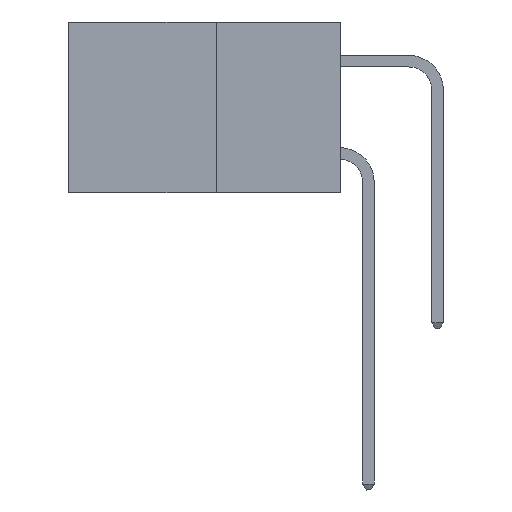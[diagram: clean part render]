
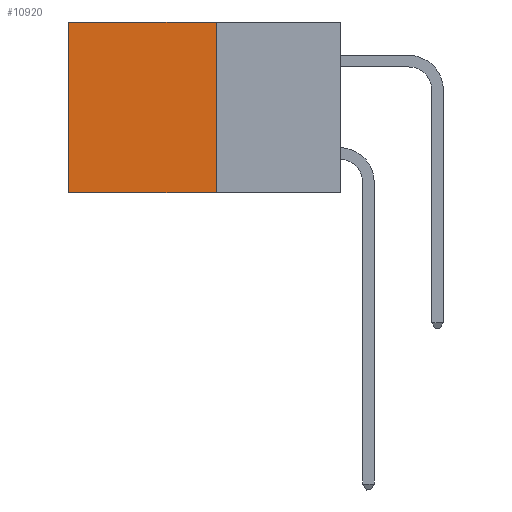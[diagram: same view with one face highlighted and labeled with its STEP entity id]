
A CAD part, left-side view. The second image highlights one B-rep face of the part: STEP entity #10920.
In plain terms, the highlighted planar face has unit normal (-1, 0, 0).
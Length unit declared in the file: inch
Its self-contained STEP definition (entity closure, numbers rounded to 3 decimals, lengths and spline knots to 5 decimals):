
#1009 = EDGE_CURVE ( 'NONE', #2834, #31508, #30751, .T. ) ;
#1144 = LINE ( 'NONE', #10760, #20286 ) ;
#1441 = FACE_OUTER_BOUND ( 'NONE', #16778, .T. ) ;
#2785 = VECTOR ( 'NONE', #28449, 39.37008 ) ;
#2834 = VERTEX_POINT ( 'NONE', #14123 ) ;
#3605 = VECTOR ( 'NONE', #20942, 39.37008 ) ;
#3918 = PLANE ( 'NONE',  #26838 ) ;
#5174 = CARTESIAN_POINT ( 'NONE',  ( 0.277, 0.59, 0. ) ) ;
#6639 = DIRECTION ( 'NONE',  ( 1., 0., 0. ) ) ;
#8877 = ORIENTED_EDGE ( 'NONE', *, *, #16553, .T. ) ;
#9050 = EDGE_CURVE ( 'NONE', #31508, #24484, #24501, .T. ) ;
#9488 = CARTESIAN_POINT ( 'NONE',  ( 0.277, 0.27, -0.37 ) ) ;
#10760 = CARTESIAN_POINT ( 'NONE',  ( 0.277, 0.27, 0. ) ) ;
#10920 = ADVANCED_FACE ( 'NONE', ( #1441 ), #3918, .F. ) ;
#13464 = DIRECTION ( 'NONE',  ( 0., 1., 0. ) ) ;
#14123 = CARTESIAN_POINT ( 'NONE',  ( 0.277, 0.27, 0. ) ) ;
#15512 = VECTOR ( 'NONE', #16695, 39.37008 ) ;
#16553 = EDGE_CURVE ( 'NONE', #27450, #24484, #22765, .T. ) ;
#16695 = DIRECTION ( 'NONE',  ( 0., 0., -1. ) ) ;
#16778 = EDGE_LOOP ( 'NONE', ( #8877, #28220, #33136, #33376 ) ) ;
#19459 = CARTESIAN_POINT ( 'NONE',  ( 0.277, 0.59, -0.37 ) ) ;
#20286 = VECTOR ( 'NONE', #13464, 39.37008 ) ;
#20942 = DIRECTION ( 'NONE',  ( 0., 0., -1. ) ) ;
#20978 = CARTESIAN_POINT ( 'NONE',  ( 0.277, 0.27, -0.37 ) ) ;
#22765 = LINE ( 'NONE', #19459, #15512 ) ;
#22964 = CARTESIAN_POINT ( 'NONE',  ( 0.277, 0.27, -0.37 ) ) ;
#24404 = CARTESIAN_POINT ( 'NONE',  ( 0.277, 0.59, -0.37 ) ) ;
#24484 = VERTEX_POINT ( 'NONE', #24404 ) ;
#24501 = LINE ( 'NONE', #9488, #2785 ) ;
#25682 = DIRECTION ( 'NONE',  ( 0., 0., -1. ) ) ;
#26838 = AXIS2_PLACEMENT_3D ( 'NONE', #22964, #6639, #25682 ) ;
#27450 = VERTEX_POINT ( 'NONE', #5174 ) ;
#28220 = ORIENTED_EDGE ( 'NONE', *, *, #9050, .F. ) ;
#28449 = DIRECTION ( 'NONE',  ( 0., 1., 0. ) ) ;
#29861 = CARTESIAN_POINT ( 'NONE',  ( 0.277, 0.27, -0.37 ) ) ;
#30751 = LINE ( 'NONE', #20978, #3605 ) ;
#31508 = VERTEX_POINT ( 'NONE', #29861 ) ;
#32164 = EDGE_CURVE ( 'NONE', #2834, #27450, #1144, .T. ) ;
#33136 = ORIENTED_EDGE ( 'NONE', *, *, #1009, .F. ) ;
#33376 = ORIENTED_EDGE ( 'NONE', *, *, #32164, .T. ) ;
